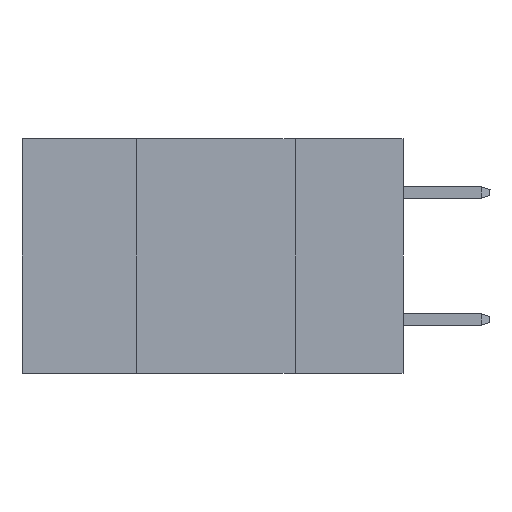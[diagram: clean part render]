
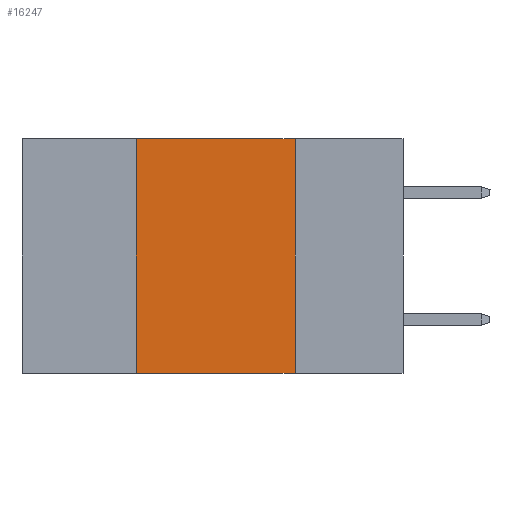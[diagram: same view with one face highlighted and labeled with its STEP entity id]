
A CAD part, left-side view. The second image highlights one B-rep face of the part: STEP entity #16247.
In plain terms, the highlighted planar face has unit normal (-1, 0, 0).
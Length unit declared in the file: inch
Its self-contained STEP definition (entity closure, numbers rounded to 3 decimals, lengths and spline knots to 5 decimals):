
#147 = ORIENTED_EDGE ( 'NONE', *, *, #3395, .F. ) ;
#439 = VECTOR ( 'NONE', #10015, 39.37008 ) ;
#706 = ORIENTED_EDGE ( 'NONE', *, *, #14001, .F. ) ;
#904 = VERTEX_POINT ( 'NONE', #12570 ) ;
#1432 = EDGE_CURVE ( 'NONE', #9583, #904, #12785, .T. ) ;
#1817 = EDGE_LOOP ( 'NONE', ( #2891, #706, #147, #4031 ) ) ;
#2191 = DIRECTION ( 'NONE',  ( 0., 0., 1. ) ) ;
#2891 = ORIENTED_EDGE ( 'NONE', *, *, #1432, .F. ) ;
#2974 = EDGE_CURVE ( 'NONE', #4707, #904, #13810, .T. ) ;
#3395 = EDGE_CURVE ( 'NONE', #4707, #15496, #5968, .T. ) ;
#4031 = ORIENTED_EDGE ( 'NONE', *, *, #2974, .T. ) ;
#4427 = VECTOR ( 'NONE', #15751, 39.37008 ) ;
#4707 = VERTEX_POINT ( 'NONE', #6883 ) ;
#4869 = CARTESIAN_POINT ( 'NONE',  ( 0., 0.6, -0.37 ) ) ;
#5161 = DIRECTION ( 'NONE',  ( 0., 0., -1. ) ) ;
#5249 = CARTESIAN_POINT ( 'NONE',  ( 0., 0.6, 0. ) ) ;
#5285 = CARTESIAN_POINT ( 'NONE',  ( 0., 0.6, 0. ) ) ;
#5968 = LINE ( 'NONE', #13700, #7126 ) ;
#6883 = CARTESIAN_POINT ( 'NONE',  ( 0., 0.42, -0.37 ) ) ;
#7126 = VECTOR ( 'NONE', #2191, 39.37008 ) ;
#7581 = CARTESIAN_POINT ( 'NONE',  ( 0., 0.42, 0. ) ) ;
#9583 = VERTEX_POINT ( 'NONE', #14348 ) ;
#10015 = DIRECTION ( 'NONE',  ( 0., -1., 0. ) ) ;
#10724 = PLANE ( 'NONE',  #12971 ) ;
#11224 = CARTESIAN_POINT ( 'NONE',  ( 0., 0.17, 0. ) ) ;
#12570 = CARTESIAN_POINT ( 'NONE',  ( 0., 0.17, -0.37 ) ) ;
#12785 = LINE ( 'NONE', #11224, #14182 ) ;
#12971 = AXIS2_PLACEMENT_3D ( 'NONE', #5249, #14427, #5161 ) ;
#13096 = LINE ( 'NONE', #5285, #4427 ) ;
#13700 = CARTESIAN_POINT ( 'NONE',  ( 0., 0.42, 0. ) ) ;
#13810 = LINE ( 'NONE', #4869, #439 ) ;
#14001 = EDGE_CURVE ( 'NONE', #15496, #9583, #13096, .T. ) ;
#14182 = VECTOR ( 'NONE', #16454, 39.37008 ) ;
#14348 = CARTESIAN_POINT ( 'NONE',  ( 0., 0.17, 0. ) ) ;
#14427 = DIRECTION ( 'NONE',  ( 1., 0., 0. ) ) ;
#15496 = VERTEX_POINT ( 'NONE', #7581 ) ;
#15717 = FACE_OUTER_BOUND ( 'NONE', #1817, .T. ) ;
#15751 = DIRECTION ( 'NONE',  ( 0., -1., 0. ) ) ;
#16247 = ADVANCED_FACE ( 'NONE', ( #15717 ), #10724, .F. ) ;
#16454 = DIRECTION ( 'NONE',  ( 0., 0., -1. ) ) ;
